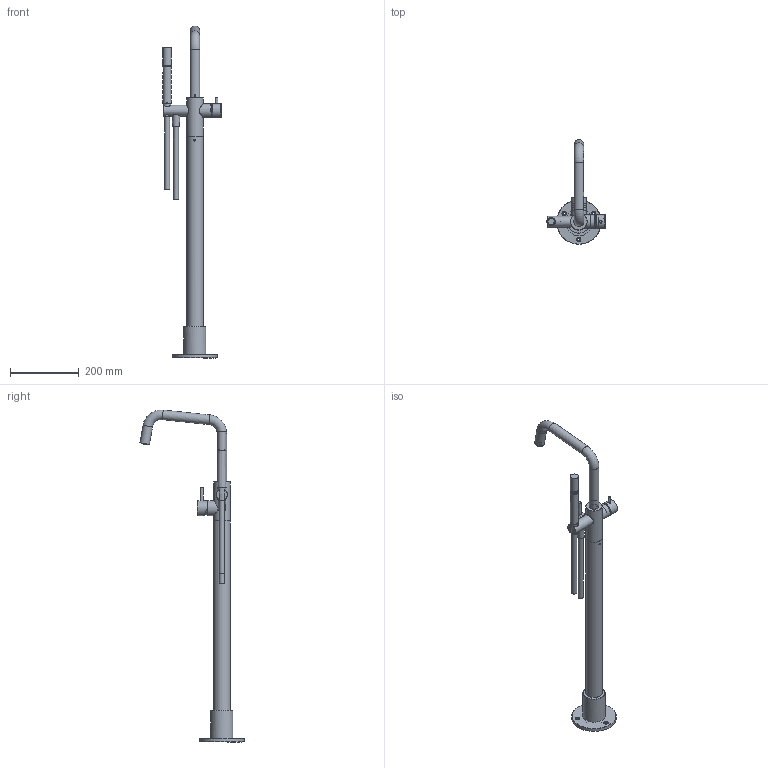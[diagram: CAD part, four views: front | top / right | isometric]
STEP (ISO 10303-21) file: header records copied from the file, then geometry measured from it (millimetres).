
FILE_DESCRIPTION(/* description */ ('Unknown'),/* implementation_level */ '2;1');
FILE_NAME(/* name */ 'AR087',/* time_stamp */ '2022-12-12T17:41:48+01:00',/* author */ ('Unknown'),/* organization */ ('Unknown'),/* preprocessor_version */ 'ST-DEVELOPER v16.7',/* originating_system */ 'DEX',/* authorisation */ $);
FILE_SCHEMA (('AUTOMOTIVE_DESIGN {1 0 10303 214 3 1 1}'));
Length unit declared in the file: millimetre
Products named in the file (25): AR087-00; AR077-04; AR031-04; AR077-001_oa_0; AR031-08; AR077 leva mix; AR077-01; AR077-002_oa_1; ar077 man dev rel1; AR077-08 - Dev; B077-001_oa_2; B077-27; AR077-009_oa_3; AR077-009_oa_4; AR077-03; AR077-02; AR077-17; AR004-04; AR077-11; AR077-09; AR015-00; AR352-00_oa_5; C063155_00101ZZ INOX; A101064_01500ZZ; AR087-01
Assembly tree (25 placements, depth 3):
  AR087-00
    AR077-04
    AR031-04
    AR077-001_oa_0
      AR031-08
      AR077 leva mix
    AR077-01
    AR077-002_oa_1
      ar077 man dev rel1
      AR077-08 - Dev
    B077-001_oa_2
      B077-27
    AR077-009_oa_3
    AR077-009_oa_4
    AR077-03
    AR077-02
    AR077-17
    AR004-04
    AR077-11
    AR077-09
    AR015-00  x2
    AR352-00_oa_5
      C063155_00101ZZ INOX
      A101064_01500ZZ
    AR087-01
Bounding box: 169.43 x 303.5 x 967.57 mm (x, y, z)
Volume: 876623.7 mm3; surface area: 436487 mm2
Topology: 19 solids, 19 shells, 612 faces, 1517 edges, 1004 vertices
Faces by surface type: plane 256, cylinder 192, cone 70, bspline 66, torus 27, sphere 1
Full cylindrical faces by diameter (mm): 1.2 x29, 4.134 x2, 4.2 x2, 4.8 x2, 4.917 x2, 5 x2, 5.1 x1, 6 x2, 6.4 x3, 6.917 x2, 7 x3, 7.9 x2, 8.2 x2, 8.5 x1, 8.917 x4, 10 x3, 10.7 x2, 12.5 x4, 13.2 x1, 14 x1, 15 x2, 15.2 x1, 16.5 x2, 18 x2, 18.6 x6, 18.917 x2, 19 x1, 20 x1, 20.3 x1, 20.8 x1
Entity records: 21499 total; most frequent: CARTESIAN_POINT 7111, DIRECTION 2288, ORIENTED_EDGE 2134, EDGE_CURVE 1067, FACE_BOUND 1042, EDGE_LOOP 1036, AXIS2_PLACEMENT_3D 959, VERTEX_POINT 837
